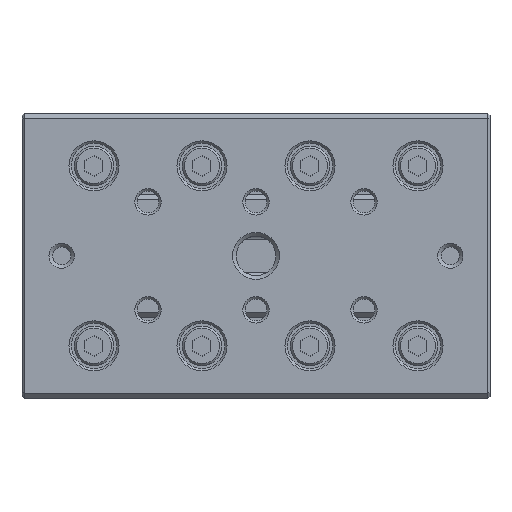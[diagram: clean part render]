
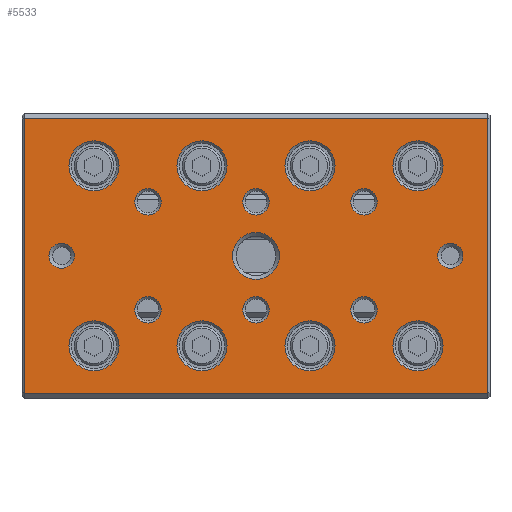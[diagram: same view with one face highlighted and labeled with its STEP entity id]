
A CAD part, top view. The second image highlights one B-rep face of the part: STEP entity #5533.
In plain terms, the highlighted planar face has unit normal (0, 0, 1).
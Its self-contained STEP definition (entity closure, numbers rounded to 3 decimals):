
#4882=FACE_BOUND('',#8248,.T.);
#4883=FACE_BOUND('',#8249,.T.);
#4884=FACE_BOUND('',#8250,.T.);
#4885=FACE_BOUND('',#8251,.T.);
#4886=FACE_BOUND('',#8252,.T.);
#4887=FACE_BOUND('',#8253,.T.);
#4888=FACE_BOUND('',#8254,.T.);
#4889=FACE_BOUND('',#8255,.T.);
#4890=FACE_BOUND('',#8256,.T.);
#4891=FACE_BOUND('',#8257,.T.);
#4892=FACE_BOUND('',#8258,.T.);
#4893=FACE_BOUND('',#8259,.T.);
#4894=FACE_BOUND('',#8260,.T.);
#4895=FACE_BOUND('',#8261,.T.);
#4896=FACE_BOUND('',#8262,.T.);
#4897=FACE_BOUND('',#8263,.T.);
#4898=FACE_BOUND('',#8264,.T.);
#4899=FACE_BOUND('',#8265,.T.);
#5220=CIRCLE('',#22091,3.25);
#5221=CIRCLE('',#22092,1.75);
#5222=CIRCLE('',#22093,1.75);
#5223=CIRCLE('',#22094,1.833);
#5224=CIRCLE('',#22095,1.833);
#5225=CIRCLE('',#22096,1.833);
#5226=CIRCLE('',#22097,1.833);
#5227=CIRCLE('',#22098,1.833);
#5228=CIRCLE('',#22099,1.833);
#5229=CIRCLE('',#22100,3.475);
#5230=CIRCLE('',#22101,3.475);
#5231=CIRCLE('',#22102,3.475);
#5232=CIRCLE('',#22103,3.475);
#5233=CIRCLE('',#22104,3.475);
#5234=CIRCLE('',#22105,3.475);
#5235=CIRCLE('',#22106,3.475);
#5236=CIRCLE('',#22107,3.475);
#5533=ADVANCED_FACE('',(#4882,#4883,#4884,#4885,#4886,#4887,#4888,#4889,
#4890,#4891,#4892,#4893,#4894,#4895,#4896,#4897,#4898,#4899),#6501,.F.);
#6501=PLANE('',#22108);
#8248=EDGE_LOOP('',(#10490));
#8249=EDGE_LOOP('',(#10491));
#8250=EDGE_LOOP('',(#10492));
#8251=EDGE_LOOP('',(#10493));
#8252=EDGE_LOOP('',(#10494));
#8253=EDGE_LOOP('',(#10495));
#8254=EDGE_LOOP('',(#10496));
#8255=EDGE_LOOP('',(#10497));
#8256=EDGE_LOOP('',(#10498));
#8257=EDGE_LOOP('',(#10499));
#8258=EDGE_LOOP('',(#10500));
#8259=EDGE_LOOP('',(#10501));
#8260=EDGE_LOOP('',(#10502));
#8261=EDGE_LOOP('',(#10503));
#8262=EDGE_LOOP('',(#10504));
#8263=EDGE_LOOP('',(#10505));
#8264=EDGE_LOOP('',(#10506));
#8265=EDGE_LOOP('',(#10507,#10508,#10509,#10510));
#10490=ORIENTED_EDGE('',*,*,#16541,.T.);
#10491=ORIENTED_EDGE('',*,*,#16542,.F.);
#10492=ORIENTED_EDGE('',*,*,#16543,.T.);
#10493=ORIENTED_EDGE('',*,*,#16544,.T.);
#10494=ORIENTED_EDGE('',*,*,#16545,.T.);
#10495=ORIENTED_EDGE('',*,*,#16546,.T.);
#10496=ORIENTED_EDGE('',*,*,#16547,.T.);
#10497=ORIENTED_EDGE('',*,*,#16548,.T.);
#10498=ORIENTED_EDGE('',*,*,#16549,.T.);
#10499=ORIENTED_EDGE('',*,*,#16550,.T.);
#10500=ORIENTED_EDGE('',*,*,#16551,.T.);
#10501=ORIENTED_EDGE('',*,*,#16552,.T.);
#10502=ORIENTED_EDGE('',*,*,#16553,.T.);
#10503=ORIENTED_EDGE('',*,*,#16554,.T.);
#10504=ORIENTED_EDGE('',*,*,#16555,.T.);
#10505=ORIENTED_EDGE('',*,*,#16556,.T.);
#10506=ORIENTED_EDGE('',*,*,#16557,.T.);
#10507=ORIENTED_EDGE('',*,*,#16558,.T.);
#10508=ORIENTED_EDGE('',*,*,#16559,.T.);
#10509=ORIENTED_EDGE('',*,*,#16560,.T.);
#10510=ORIENTED_EDGE('',*,*,#16561,.T.);
#14768=VERTEX_POINT('',#29074);
#14769=VERTEX_POINT('',#29076);
#14770=VERTEX_POINT('',#29078);
#14771=VERTEX_POINT('',#29080);
#14772=VERTEX_POINT('',#29082);
#14773=VERTEX_POINT('',#29084);
#14774=VERTEX_POINT('',#29086);
#14775=VERTEX_POINT('',#29088);
#14776=VERTEX_POINT('',#29090);
#14777=VERTEX_POINT('',#29092);
#14778=VERTEX_POINT('',#29094);
#14779=VERTEX_POINT('',#29096);
#14780=VERTEX_POINT('',#29098);
#14781=VERTEX_POINT('',#29100);
#14782=VERTEX_POINT('',#29102);
#14783=VERTEX_POINT('',#29104);
#14784=VERTEX_POINT('',#29106);
#14785=VERTEX_POINT('',#29108);
#14786=VERTEX_POINT('',#29109);
#14787=VERTEX_POINT('',#29111);
#14788=VERTEX_POINT('',#29113);
#16541=EDGE_CURVE('',#14768,#14768,#5220,.T.);
#16542=EDGE_CURVE('',#14769,#14769,#5221,.T.);
#16543=EDGE_CURVE('',#14770,#14770,#5222,.T.);
#16544=EDGE_CURVE('',#14771,#14771,#5223,.T.);
#16545=EDGE_CURVE('',#14772,#14772,#5224,.T.);
#16546=EDGE_CURVE('',#14773,#14773,#5225,.T.);
#16547=EDGE_CURVE('',#14774,#14774,#5226,.T.);
#16548=EDGE_CURVE('',#14775,#14775,#5227,.T.);
#16549=EDGE_CURVE('',#14776,#14776,#5228,.T.);
#16550=EDGE_CURVE('',#14777,#14777,#5229,.T.);
#16551=EDGE_CURVE('',#14778,#14778,#5230,.T.);
#16552=EDGE_CURVE('',#14779,#14779,#5231,.T.);
#16553=EDGE_CURVE('',#14780,#14780,#5232,.T.);
#16554=EDGE_CURVE('',#14781,#14781,#5233,.T.);
#16555=EDGE_CURVE('',#14782,#14782,#5234,.T.);
#16556=EDGE_CURVE('',#14783,#14783,#5235,.T.);
#16557=EDGE_CURVE('',#14784,#14784,#5236,.T.);
#16558=EDGE_CURVE('',#14785,#14786,#18712,.T.);
#16559=EDGE_CURVE('',#14786,#14787,#18713,.T.);
#16560=EDGE_CURVE('',#14787,#14788,#18714,.T.);
#16561=EDGE_CURVE('',#14788,#14785,#18715,.T.);
#18712=LINE('',#29107,#20572);
#18713=LINE('',#29110,#20573);
#18714=LINE('',#29112,#20574);
#18715=LINE('',#29114,#20575);
#20572=VECTOR('',#24100,1.);
#20573=VECTOR('',#24101,1.);
#20574=VECTOR('',#24102,1.);
#20575=VECTOR('',#24103,1.);
#22091=AXIS2_PLACEMENT_3D('',#29073,#24066,#24067);
#22092=AXIS2_PLACEMENT_3D('',#29075,#24068,#24069);
#22093=AXIS2_PLACEMENT_3D('',#29077,#24070,#24071);
#22094=AXIS2_PLACEMENT_3D('',#29079,#24072,#24073);
#22095=AXIS2_PLACEMENT_3D('',#29081,#24074,#24075);
#22096=AXIS2_PLACEMENT_3D('',#29083,#24076,#24077);
#22097=AXIS2_PLACEMENT_3D('',#29085,#24078,#24079);
#22098=AXIS2_PLACEMENT_3D('',#29087,#24080,#24081);
#22099=AXIS2_PLACEMENT_3D('',#29089,#24082,#24083);
#22100=AXIS2_PLACEMENT_3D('',#29091,#24084,#24085);
#22101=AXIS2_PLACEMENT_3D('',#29093,#24086,#24087);
#22102=AXIS2_PLACEMENT_3D('',#29095,#24088,#24089);
#22103=AXIS2_PLACEMENT_3D('',#29097,#24090,#24091);
#22104=AXIS2_PLACEMENT_3D('',#29099,#24092,#24093);
#22105=AXIS2_PLACEMENT_3D('',#29101,#24094,#24095);
#22106=AXIS2_PLACEMENT_3D('',#29103,#24096,#24097);
#22107=AXIS2_PLACEMENT_3D('',#29105,#24098,#24099);
#22108=AXIS2_PLACEMENT_3D('',#29115,#24104,#24105);
#24066=DIRECTION('',(0.,0.,-1.));
#24067=DIRECTION('',(-1.,0.,0.));
#24068=DIRECTION('',(0.,0.,1.));
#24069=DIRECTION('',(1.,0.,0.));
#24070=DIRECTION('',(0.,0.,-1.));
#24071=DIRECTION('',(-1.,0.,0.));
#24072=DIRECTION('',(0.,0.,-1.));
#24073=DIRECTION('',(-1.,0.,0.));
#24074=DIRECTION('',(0.,0.,-1.));
#24075=DIRECTION('',(-1.,0.,0.));
#24076=DIRECTION('',(0.,0.,-1.));
#24077=DIRECTION('',(-1.,0.,0.));
#24078=DIRECTION('',(0.,0.,-1.));
#24079=DIRECTION('',(-1.,0.,0.));
#24080=DIRECTION('',(0.,0.,-1.));
#24081=DIRECTION('',(-1.,0.,0.));
#24082=DIRECTION('',(0.,0.,-1.));
#24083=DIRECTION('',(-1.,0.,0.));
#24084=DIRECTION('',(0.,0.,-1.));
#24085=DIRECTION('',(-1.,0.,0.));
#24086=DIRECTION('',(0.,0.,-1.));
#24087=DIRECTION('',(-1.,0.,0.));
#24088=DIRECTION('',(0.,0.,-1.));
#24089=DIRECTION('',(-1.,0.,0.));
#24090=DIRECTION('',(0.,0.,-1.));
#24091=DIRECTION('',(-1.,0.,0.));
#24092=DIRECTION('',(0.,0.,-1.));
#24093=DIRECTION('',(-1.,0.,0.));
#24094=DIRECTION('',(0.,0.,-1.));
#24095=DIRECTION('',(-1.,0.,0.));
#24096=DIRECTION('',(0.,0.,-1.));
#24097=DIRECTION('',(-1.,0.,0.));
#24098=DIRECTION('',(0.,0.,-1.));
#24099=DIRECTION('',(-1.,0.,0.));
#24100=DIRECTION('',(1.,0.,0.));
#24101=DIRECTION('',(0.,1.,0.));
#24102=DIRECTION('',(-1.,0.,0.));
#24103=DIRECTION('',(0.,-1.,0.));
#24104=DIRECTION('',(0.,0.,-1.));
#24105=DIRECTION('',(1.,0.,0.));
#29073=CARTESIAN_POINT('',(112.5,19.8,21.));
#29074=CARTESIAN_POINT('',(109.25,19.8,21.));
#29075=CARTESIAN_POINT('',(139.5,19.8,21.));
#29076=CARTESIAN_POINT('',(141.25,19.8,21.));
#29077=CARTESIAN_POINT('',(85.5,19.8,21.));
#29078=CARTESIAN_POINT('',(83.75,19.8,21.));
#29079=CARTESIAN_POINT('',(127.5,12.3,21.));
#29080=CARTESIAN_POINT('',(125.667,12.3,21.));
#29081=CARTESIAN_POINT('',(127.5,27.3,21.));
#29082=CARTESIAN_POINT('',(125.667,27.3,21.));
#29083=CARTESIAN_POINT('',(112.5,12.3,21.));
#29084=CARTESIAN_POINT('',(110.667,12.3,21.));
#29085=CARTESIAN_POINT('',(112.5,27.3,21.));
#29086=CARTESIAN_POINT('',(110.667,27.3,21.));
#29087=CARTESIAN_POINT('',(97.5,12.3,21.));
#29088=CARTESIAN_POINT('',(95.667,12.3,21.));
#29089=CARTESIAN_POINT('',(97.5,27.3,21.));
#29090=CARTESIAN_POINT('',(95.667,27.3,21.));
#29091=CARTESIAN_POINT('',(135.,7.3,21.));
#29092=CARTESIAN_POINT('',(131.525,7.3,21.));
#29093=CARTESIAN_POINT('',(135.,32.3,21.));
#29094=CARTESIAN_POINT('',(131.525,32.3,21.));
#29095=CARTESIAN_POINT('',(120.,7.3,21.));
#29096=CARTESIAN_POINT('',(116.525,7.3,21.));
#29097=CARTESIAN_POINT('',(120.,32.3,21.));
#29098=CARTESIAN_POINT('',(116.525,32.3,21.));
#29099=CARTESIAN_POINT('',(105.,7.3,21.));
#29100=CARTESIAN_POINT('',(101.525,7.3,21.));
#29101=CARTESIAN_POINT('',(105.,32.3,21.));
#29102=CARTESIAN_POINT('',(101.525,32.3,21.));
#29103=CARTESIAN_POINT('',(90.,7.3,21.));
#29104=CARTESIAN_POINT('',(86.525,7.3,21.));
#29105=CARTESIAN_POINT('',(90.,32.3,21.));
#29106=CARTESIAN_POINT('',(86.525,32.3,21.));
#29107=CARTESIAN_POINT('',(145.,0.7,21.));
#29108=CARTESIAN_POINT('',(80.3,0.7,21.));
#29109=CARTESIAN_POINT('',(144.7,0.7,21.));
#29110=CARTESIAN_POINT('',(144.7,39.6,21.));
#29111=CARTESIAN_POINT('',(144.7,38.9,21.));
#29112=CARTESIAN_POINT('',(145.,38.9,21.));
#29113=CARTESIAN_POINT('',(80.3,38.9,21.));
#29114=CARTESIAN_POINT('',(80.3,0.7,21.));
#29115=CARTESIAN_POINT('',(145.,39.6,21.));
